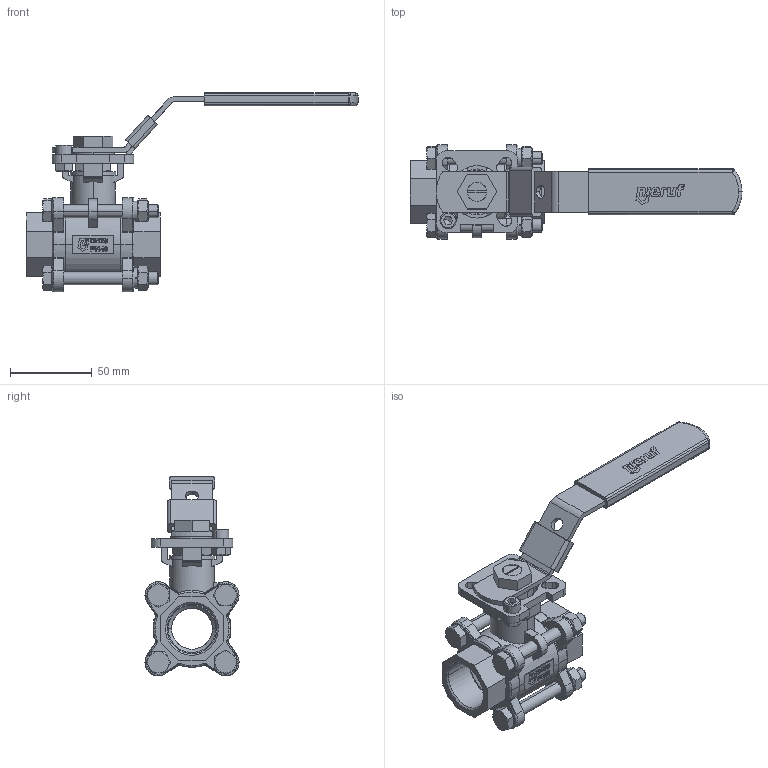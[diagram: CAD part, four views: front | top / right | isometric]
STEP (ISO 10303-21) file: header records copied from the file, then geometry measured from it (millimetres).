
FILE_DESCRIPTION(('HOOPS Exchange Step'),'2;1');
FILE_NAME('GK2000_GK2002_DN25.stp','2025-09-25T15:19:37+02:00',('nieru'),('Unknown organisation'),'HOOPS Exchange 2024.2','HOOPS Exchange','Unknown authorisation');
FILE_SCHEMA( ('AP203_CONFIGURATION_CONTROLLED_3D_DESIGN_OF_MECHANICAL_PARTS_AND_ASSEMBLIES_MIM_LF') );
Length unit declared in the file: millimetre
Products named in the file (2): 0; root
Assembly tree (1 placements, depth 2):
  root
    0
Bounding box: 203 x 57.51 x 122.05 mm (x, y, z)
Volume: 167944.3 mm3; surface area: 84310.8 mm2
Topology: 25 solids, 25 shells, 1257 faces, 3321 edges, 2147 vertices
Faces by surface type: plane 545, bspline 304, cylinder 240, cone 100, torus 60, sphere 8
Entity records: 82518 total; most frequent: CARTESIAN_POINT 54584, ORIENTED_EDGE 6638, DIRECTION 4174, EDGE_CURVE 3319, VERTEX_POINT 2147, VECTOR 1754, LINE 1754, EDGE_LOOP 1356
